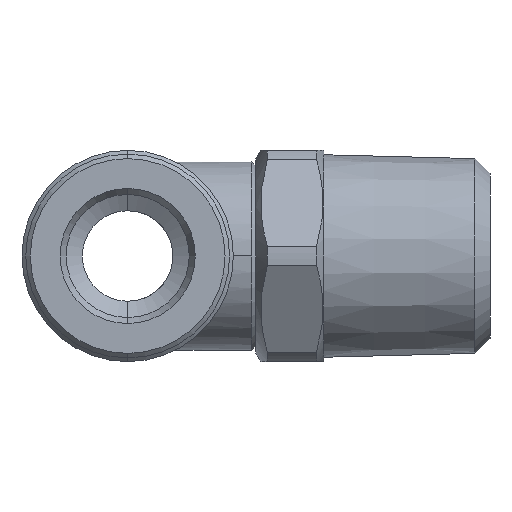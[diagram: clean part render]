
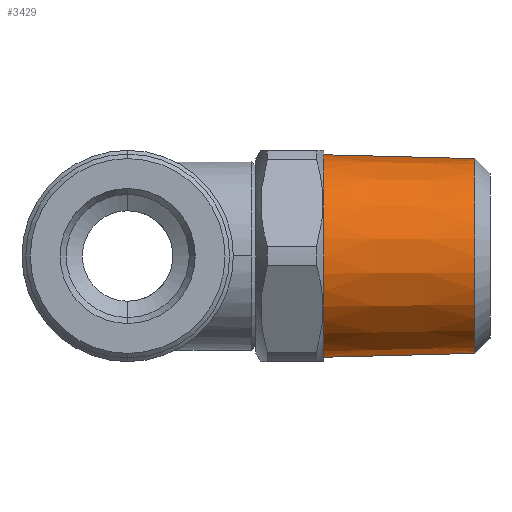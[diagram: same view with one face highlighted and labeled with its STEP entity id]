
A CAD part, left-side view. The second image highlights one B-rep face of the part: STEP entity #3429.
In plain terms, the highlighted conical face has half-angle 1.47 degrees and reference radius 6.707 mm.
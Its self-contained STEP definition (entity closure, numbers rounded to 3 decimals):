
#1240 = CONICAL_SURFACE ( 'NONE', #1242, 6.707, 0.026 ) ;
#1241 = CARTESIAN_POINT ( 'NONE',  ( 0., -13., 0. ) ) ;
#1242 = AXIS2_PLACEMENT_3D ( 'NONE', #1241, #1276, #1275 ) ;
#1243 = DIRECTION ( 'NONE',  ( 0., 0., -1. ) ) ;
#1244 = DIRECTION ( 'NONE',  ( 0., -1., 0. ) ) ;
#1245 = CARTESIAN_POINT ( 'NONE',  ( 0., -13., 0. ) ) ;
#1246 = AXIS2_PLACEMENT_3D ( 'NONE', #1245, #1244, #1243 ) ;
#1247 = CIRCLE ( 'NONE', #1246, 6.707 ) ;
#1248 = FACE_OUTER_BOUND ( 'NONE', #3419, .T. ) ;
#1252 = DIRECTION ( 'NONE',  ( 0., 0., -1. ) ) ;
#1253 = DIRECTION ( 'NONE',  ( 0., -1., 0. ) ) ;
#1254 = CARTESIAN_POINT ( 'NONE',  ( 0., -23., 0. ) ) ;
#1255 = AXIS2_PLACEMENT_3D ( 'NONE', #1254, #1253, #1252 ) ;
#1258 = CIRCLE ( 'NONE', #1255, 6.45 ) ;
#1275 = DIRECTION ( 'NONE',  ( 0., 0., 1. ) ) ;
#1276 = DIRECTION ( 'NONE',  ( 0., 1., 0. ) ) ;
#2760 = CARTESIAN_POINT ( 'NONE',  ( 0., -13., 6.707 ) ) ;
#2765 = DIRECTION ( 'NONE',  ( 0., 1., -0.026 ) ) ;
#2766 = VECTOR ( 'NONE', #2765, 1000. ) ;
#2767 = CARTESIAN_POINT ( 'NONE',  ( 0., -13., -6.707 ) ) ;
#2768 = LINE ( 'NONE', #2767, #2766 ) ;
#2772 = CARTESIAN_POINT ( 'NONE',  ( 0., -13., -6.707 ) ) ;
#2790 = CARTESIAN_POINT ( 'NONE',  ( 0., -23., -6.45 ) ) ;
#2800 = VECTOR ( 'NONE', #2811, 1000. ) ;
#2801 = CARTESIAN_POINT ( 'NONE',  ( 0., -13., 6.707 ) ) ;
#2802 = CARTESIAN_POINT ( 'NONE',  ( 0., -23., 6.45 ) ) ;
#2803 = LINE ( 'NONE', #2801, #2800 ) ;
#2811 = DIRECTION ( 'NONE',  ( 0., 1., 0.026 ) ) ;
#3142 = VERTEX_POINT ( 'NONE', #2760 ) ;
#3144 = EDGE_CURVE ( 'NONE', #3156, #3145, #2768, .T. ) ;
#3145 = VERTEX_POINT ( 'NONE', #2772 ) ;
#3156 = VERTEX_POINT ( 'NONE', #2790 ) ;
#3166 = EDGE_CURVE ( 'NONE', #3168, #3142, #2803, .T. ) ;
#3168 = VERTEX_POINT ( 'NONE', #2802 ) ;
#3419 = EDGE_LOOP ( 'NONE', ( #3427, #3428, #3423, #3432 ) ) ;
#3422 = EDGE_CURVE ( 'NONE', #3142, #3145, #1247, .T. ) ;
#3423 = ORIENTED_EDGE ( 'NONE', *, *, #3166, .T. ) ;
#3427 = ORIENTED_EDGE ( 'NONE', *, *, #3144, .F. ) ;
#3428 = ORIENTED_EDGE ( 'NONE', *, *, #3431, .F. ) ;
#3429 = ADVANCED_FACE ( 'NONE', ( #1248 ), #1240, .T. ) ;
#3431 = EDGE_CURVE ( 'NONE', #3168, #3156, #1258, .T. ) ;
#3432 = ORIENTED_EDGE ( 'NONE', *, *, #3422, .T. ) ;
